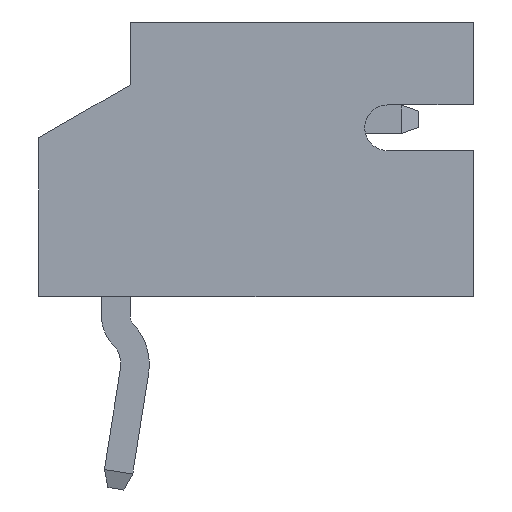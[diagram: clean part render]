
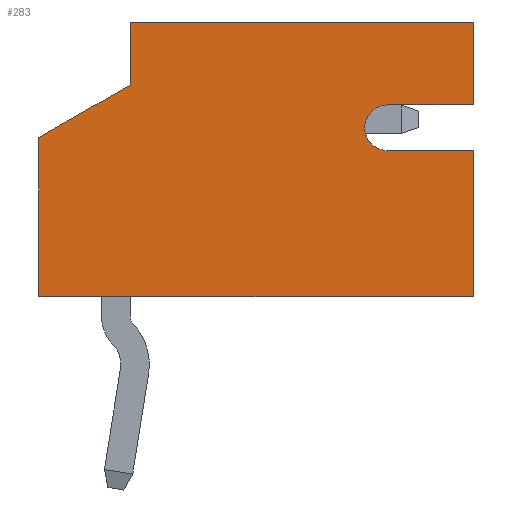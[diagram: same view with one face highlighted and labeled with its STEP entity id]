
A CAD part, left-side view. The second image highlights one B-rep face of the part: STEP entity #283.
In plain terms, the highlighted planar face has unit normal (-1, 0, 0).
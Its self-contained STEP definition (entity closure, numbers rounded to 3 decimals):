
#113 = VERTEX_POINT('',#114);
#114 = CARTESIAN_POINT('',(-2.95,0.,7.6));
#120 = EDGE_CURVE('',#121,#113,#123,.T.);
#121 = VERTEX_POINT('',#122);
#122 = CARTESIAN_POINT('',(-2.95,0.,0.
    ));
#123 = LINE('',#124,#125);
#124 = CARTESIAN_POINT('',(-2.95,0.,7.6));
#125 = VECTOR('',#126,1.);
#126 = DIRECTION('',(0.,0.,1.));
#264 = VERTEX_POINT('',#265);
#265 = CARTESIAN_POINT('',(-2.95,2.55,7.6));
#271 = EDGE_CURVE('',#113,#264,#272,.T.);
#272 = LINE('',#273,#274);
#273 = CARTESIAN_POINT('',(-2.95,4.8,7.6));
#274 = VECTOR('',#275,1.);
#275 = DIRECTION('',(0.,1.,0.));
#283 = ADVANCED_FACE('',(#284),#360,.T.);
#284 = FACE_BOUND('',#285,.T.);
#285 = EDGE_LOOP('',(#286,#287,#288,#296,#305,#314,#322,#330,#338,#346,
    #354));
#286 = ORIENTED_EDGE('',*,*,#120,.T.);
#287 = ORIENTED_EDGE('',*,*,#271,.T.);
#288 = ORIENTED_EDGE('',*,*,#289,.T.);
#289 = EDGE_CURVE('',#264,#290,#292,.T.);
#290 = VERTEX_POINT('',#291);
#291 = CARTESIAN_POINT('',(-2.95,2.55,6.1));
#292 = LINE('',#293,#294);
#293 = CARTESIAN_POINT('',(-2.95,2.55,7.6));
#294 = VECTOR('',#295,1.);
#295 = DIRECTION('',(0.,-0.,-1.));
#296 = ORIENTED_EDGE('',*,*,#297,.T.);
#297 = EDGE_CURVE('',#290,#298,#300,.T.);
#298 = VERTEX_POINT('',#299);
#299 = CARTESIAN_POINT('',(-2.95,2.95,5.7));
#300 = CIRCLE('',#301,0.4);
#301 = AXIS2_PLACEMENT_3D('',#302,#303,#304);
#302 = CARTESIAN_POINT('',(-2.95,2.95,6.1));
#303 = DIRECTION('',(1.,0.,0.));
#304 = DIRECTION('',(0.,0.,1.));
#305 = ORIENTED_EDGE('',*,*,#306,.T.);
#306 = EDGE_CURVE('',#298,#307,#309,.T.);
#307 = VERTEX_POINT('',#308);
#308 = CARTESIAN_POINT('',(-2.95,3.35,6.1));
#309 = CIRCLE('',#310,0.4);
#310 = AXIS2_PLACEMENT_3D('',#311,#312,#313);
#311 = CARTESIAN_POINT('',(-2.95,2.95,6.1));
#312 = DIRECTION('',(1.,0.,0.));
#313 = DIRECTION('',(0.,0.,1.));
#314 = ORIENTED_EDGE('',*,*,#315,.T.);
#315 = EDGE_CURVE('',#307,#316,#318,.T.);
#316 = VERTEX_POINT('',#317);
#317 = CARTESIAN_POINT('',(-2.95,3.35,7.6));
#318 = LINE('',#319,#320);
#319 = CARTESIAN_POINT('',(-2.95,3.35,7.6));
#320 = VECTOR('',#321,1.);
#321 = DIRECTION('',(0.,0.,1.));
#322 = ORIENTED_EDGE('',*,*,#323,.T.);
#323 = EDGE_CURVE('',#316,#324,#326,.T.);
#324 = VERTEX_POINT('',#325);
#325 = CARTESIAN_POINT('',(-2.95,4.8,7.6));
#326 = LINE('',#327,#328);
#327 = CARTESIAN_POINT('',(-2.95,4.8,7.6));
#328 = VECTOR('',#329,1.);
#329 = DIRECTION('',(0.,1.,0.));
#330 = ORIENTED_EDGE('',*,*,#331,.T.);
#331 = EDGE_CURVE('',#324,#332,#334,.T.);
#332 = VERTEX_POINT('',#333);
#333 = CARTESIAN_POINT('',(-2.95,4.8,1.6));
#334 = LINE('',#335,#336);
#335 = CARTESIAN_POINT('',(-2.95,4.8,7.6));
#336 = VECTOR('',#337,1.);
#337 = DIRECTION('',(0.,-0.,-1.));
#338 = ORIENTED_EDGE('',*,*,#339,.T.);
#339 = EDGE_CURVE('',#332,#340,#342,.T.);
#340 = VERTEX_POINT('',#341);
#341 = CARTESIAN_POINT('',(-2.95,3.7,1.6));
#342 = LINE('',#343,#344);
#343 = CARTESIAN_POINT('',(-2.95,4.8,1.6));
#344 = VECTOR('',#345,1.);
#345 = DIRECTION('',(0.,-1.,0.));
#346 = ORIENTED_EDGE('',*,*,#347,.T.);
#347 = EDGE_CURVE('',#340,#348,#350,.T.);
#348 = VERTEX_POINT('',#349);
#349 = CARTESIAN_POINT('',(-2.95,2.776,0.));
#350 = LINE('',#351,#352);
#351 = CARTESIAN_POINT('',(-2.95,3.7,1.6));
#352 = VECTOR('',#353,1.);
#353 = DIRECTION('',(0.,-0.5,-0.866));
#354 = ORIENTED_EDGE('',*,*,#355,.T.);
#355 = EDGE_CURVE('',#348,#121,#356,.T.);
#356 = LINE('',#357,#358);
#357 = CARTESIAN_POINT('',(-2.95,4.8,0.));
#358 = VECTOR('',#359,1.);
#359 = DIRECTION('',(0.,-1.,0.));
#360 = PLANE('',#361);
#361 = AXIS2_PLACEMENT_3D('',#362,#363,#364);
#362 = CARTESIAN_POINT('',(-2.95,4.8,7.6));
#363 = DIRECTION('',(-1.,0.,0.));
#364 = DIRECTION('',(0.,0.,1.));
